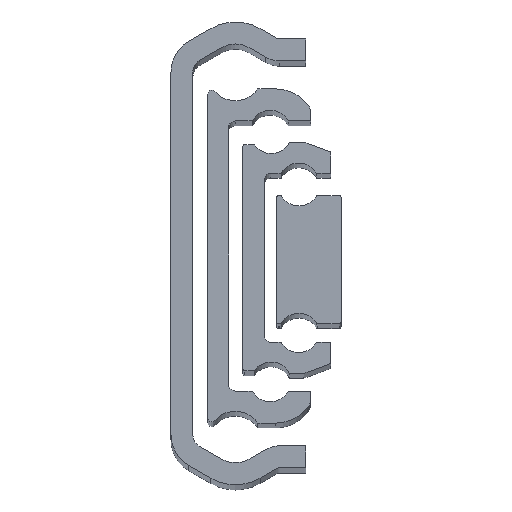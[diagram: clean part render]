
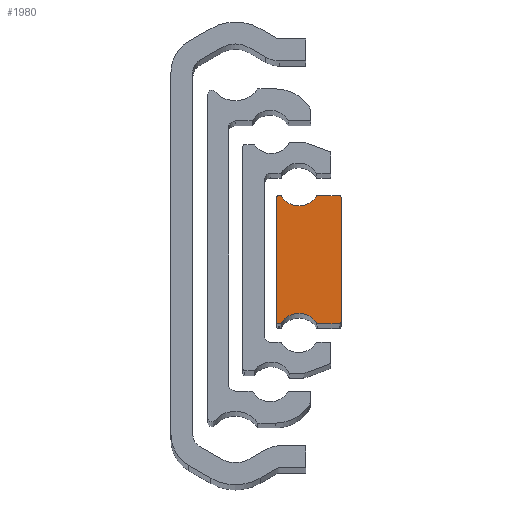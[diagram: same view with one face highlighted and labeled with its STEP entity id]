
A CAD part, top view. The second image highlights one B-rep face of the part: STEP entity #1980.
In plain terms, the highlighted planar face has unit normal (0, 0, 1).
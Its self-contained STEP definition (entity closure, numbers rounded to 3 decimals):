
#463 = CARTESIAN_POINT ( 'NONE',  ( 16.067, 9.361, 401.5 ) ) ;
#468 = CARTESIAN_POINT ( 'NONE',  ( 10.25, -9.3, 401.5 ) ) ;
#492 = VERTEX_POINT ( 'NONE', #569 ) ;
#495 = VERTEX_POINT ( 'NONE', #565 ) ;
#509 = VERTEX_POINT ( 'NONE', #702 ) ;
#510 = VERTEX_POINT ( 'NONE', #665 ) ;
#512 = VERTEX_POINT ( 'NONE', #663 ) ;
#565 = CARTESIAN_POINT ( 'NONE',  ( 10.68, -9.5, 401.5 ) ) ;
#569 = CARTESIAN_POINT ( 'NONE',  ( 10.45, 9.5, 401.5 ) ) ;
#579 = VERTEX_POINT ( 'NONE', #664 ) ;
#600 = CARTESIAN_POINT ( 'NONE',  ( 19.45, -9.5, 401.5 ) ) ;
#626 = VERTEX_POINT ( 'NONE', #660 ) ;
#631 = CARTESIAN_POINT ( 'NONE',  ( 16.067, -9.361, 401.5 ) ) ;
#632 = CARTESIAN_POINT ( 'NONE',  ( 10.45, -9.5, 401.5 ) ) ;
#647 = VERTEX_POINT ( 'NONE', #600 ) ;
#660 = CARTESIAN_POINT ( 'NONE',  ( 16.32, -9.5, 401.5 ) ) ;
#663 = CARTESIAN_POINT ( 'NONE',  ( 16.32, 9.5, 401.5 ) ) ;
#664 = CARTESIAN_POINT ( 'NONE',  ( 10.68, 9.5, 401.5 ) ) ;
#665 = CARTESIAN_POINT ( 'NONE',  ( 10.933, -9.361, 401.5 ) ) ;
#673 = VERTEX_POINT ( 'NONE', #696 ) ;
#677 = VERTEX_POINT ( 'NONE', #718 ) ;
#696 = CARTESIAN_POINT ( 'NONE',  ( 19.75, -9.2, 401.5 ) ) ;
#702 = CARTESIAN_POINT ( 'NONE',  ( 10.933, 9.361, 401.5 ) ) ;
#718 = CARTESIAN_POINT ( 'NONE',  ( 19.45, 9.5, 401.5 ) ) ;
#720 = VERTEX_POINT ( 'NONE', #750 ) ;
#730 = VERTEX_POINT ( 'NONE', #791 ) ;
#750 = CARTESIAN_POINT ( 'NONE',  ( 19.75, 9.2, 401.5 ) ) ;
#791 = CARTESIAN_POINT ( 'NONE',  ( 10.25, 9.3, 401.5 ) ) ;
#817 = VERTEX_POINT ( 'NONE', #631 ) ;
#818 = VERTEX_POINT ( 'NONE', #632 ) ;
#830 = VERTEX_POINT ( 'NONE', #468 ) ;
#843 = VERTEX_POINT ( 'NONE', #463 ) ;
#863 = ORIENTED_EDGE ( 'NONE', *, *, #1224, .T. ) ;
#879 = EDGE_LOOP ( 'NONE', ( #863, #915, #899, #913, #945, #909, #947, #936, #937, #1092, #1060, #1062, #935, #1079, #1080, #1013 ) ) ;
#899 = ORIENTED_EDGE ( 'NONE', *, *, #1223, .T. ) ;
#909 = ORIENTED_EDGE ( 'NONE', *, *, #1586, .T. ) ;
#913 = ORIENTED_EDGE ( 'NONE', *, *, #1597, .T. ) ;
#915 = ORIENTED_EDGE ( 'NONE', *, *, #1211, .T. ) ;
#935 = ORIENTED_EDGE ( 'NONE', *, *, #1587, .T. ) ;
#936 = ORIENTED_EDGE ( 'NONE', *, *, #1207, .T. ) ;
#937 = ORIENTED_EDGE ( 'NONE', *, *, #1588, .T. ) ;
#945 = ORIENTED_EDGE ( 'NONE', *, *, #1584, .T. ) ;
#947 = ORIENTED_EDGE ( 'NONE', *, *, #1585, .T. ) ;
#1013 = ORIENTED_EDGE ( 'NONE', *, *, #1196, .T. ) ;
#1060 = ORIENTED_EDGE ( 'NONE', *, *, #1607, .T. ) ;
#1062 = ORIENTED_EDGE ( 'NONE', *, *, #1608, .T. ) ;
#1079 = ORIENTED_EDGE ( 'NONE', *, *, #1589, .T. ) ;
#1080 = ORIENTED_EDGE ( 'NONE', *, *, #1614, .T. ) ;
#1092 = ORIENTED_EDGE ( 'NONE', *, *, #1598, .T. ) ;
#1196 = EDGE_CURVE ( 'NONE', #673, #720, #2427, .T. ) ;
#1207 = EDGE_CURVE ( 'NONE', #730, #830, #2455, .T. ) ;
#1211 = EDGE_CURVE ( 'NONE', #677, #512, #2452, .T. ) ;
#1223 = EDGE_CURVE ( 'NONE', #512, #843, #2487, .T. ) ;
#1224 = EDGE_CURVE ( 'NONE', #720, #677, #2489, .T. ) ;
#1272 = AXIS2_PLACEMENT_3D ( 'NONE', #2139, #2140, #2142 ) ;
#1275 = AXIS2_PLACEMENT_3D ( 'NONE', #2138, #2219, #2221 ) ;
#1318 = AXIS2_PLACEMENT_3D ( 'NONE', #2941, #2966, #2967 ) ;
#1320 = AXIS2_PLACEMENT_3D ( 'NONE', #2946, #2969, #2970 ) ;
#1321 = AXIS2_PLACEMENT_3D ( 'NONE', #2968, #2977, #2978 ) ;
#1322 = AXIS2_PLACEMENT_3D ( 'NONE', #2965, #2974, #2975 ) ;
#1326 = AXIS2_PLACEMENT_3D ( 'NONE', #2997, #2998, #2999 ) ;
#1329 = AXIS2_PLACEMENT_3D ( 'NONE', #3021, #3023, #3024 ) ;
#1331 = AXIS2_PLACEMENT_3D ( 'NONE', #3018, #3025, #3026 ) ;
#1334 = AXIS2_PLACEMENT_3D ( 'NONE', #3034, #3041, #3042 ) ;
#1378 = AXIS2_PLACEMENT_3D ( 'NONE', #3250, #3253, #3254 ) ;
#1584 = EDGE_CURVE ( 'NONE', #509, #579, #2724, .T. ) ;
#1585 = EDGE_CURVE ( 'NONE', #492, #730, #2726, .T. ) ;
#1586 = EDGE_CURVE ( 'NONE', #579, #492, #2706, .T. ) ;
#1587 = EDGE_CURVE ( 'NONE', #817, #626, #2728, .T. ) ;
#1588 = EDGE_CURVE ( 'NONE', #830, #818, #2730, .T. ) ;
#1589 = EDGE_CURVE ( 'NONE', #626, #647, #2707, .T. ) ;
#1597 = EDGE_CURVE ( 'NONE', #843, #509, #2744, .T. ) ;
#1598 = EDGE_CURVE ( 'NONE', #818, #495, #2741, .T. ) ;
#1607 = EDGE_CURVE ( 'NONE', #495, #510, #2759, .T. ) ;
#1608 = EDGE_CURVE ( 'NONE', #510, #817, #2761, .T. ) ;
#1614 = EDGE_CURVE ( 'NONE', #647, #673, #2770, .T. ) ;
#1980 = ADVANCED_FACE ( 'NONE', ( #3484 ), #3251, .T. ) ;
#2138 = CARTESIAN_POINT ( 'NONE',  ( 19.45, 9.2, 401.5 ) ) ;
#2139 = CARTESIAN_POINT ( 'NONE',  ( 16.32, 9.2, 401.5 ) ) ;
#2140 = DIRECTION ( 'NONE',  ( 0., 0., 1. ) ) ;
#2142 = DIRECTION ( 'NONE',  ( 1., 0., 0. ) ) ;
#2161 = CARTESIAN_POINT ( 'NONE',  ( 19.75, -9.2, 401.5 ) ) ;
#2167 = DIRECTION ( 'NONE',  ( 0., 1., 0. ) ) ;
#2194 = DIRECTION ( 'NONE',  ( 0., -1., 0. ) ) ;
#2195 = CARTESIAN_POINT ( 'NONE',  ( 10.25, 9.3, 401.5 ) ) ;
#2200 = DIRECTION ( 'NONE',  ( -1., 0., 0. ) ) ;
#2203 = CARTESIAN_POINT ( 'NONE',  ( 19.45, 9.5, 401.5 ) ) ;
#2219 = DIRECTION ( 'NONE',  ( 0., 0., 1. ) ) ;
#2221 = DIRECTION ( 'NONE',  ( 1., 0., 0. ) ) ;
#2427 = LINE ( 'NONE', #2161, #2448 ) ;
#2448 = VECTOR ( 'NONE', #2167, 1000. ) ;
#2452 = LINE ( 'NONE', #2203, #2468 ) ;
#2455 = LINE ( 'NONE', #2195, #2462 ) ;
#2462 = VECTOR ( 'NONE', #2194, 1000. ) ;
#2468 = VECTOR ( 'NONE', #2200, 1000. ) ;
#2487 = CIRCLE ( 'NONE', #1272, 0.3 ) ;
#2489 = CIRCLE ( 'NONE', #1275, 0.3 ) ;
#2706 = LINE ( 'NONE', #2971, #2723 ) ;
#2707 = LINE ( 'NONE', #2979, #2727 ) ;
#2723 = VECTOR ( 'NONE', #2972, 1000. ) ;
#2724 = CIRCLE ( 'NONE', #1318, 0.3 ) ;
#2725 = VECTOR ( 'NONE', #3001, 1000. ) ;
#2726 = CIRCLE ( 'NONE', #1320, 0.2 ) ;
#2727 = VECTOR ( 'NONE', #2980, 1000. ) ;
#2728 = CIRCLE ( 'NONE', #1322, 0.3 ) ;
#2730 = CIRCLE ( 'NONE', #1321, 0.2 ) ;
#2741 = LINE ( 'NONE', #3000, #2725 ) ;
#2744 = CIRCLE ( 'NONE', #1326, 3.04 ) ;
#2759 = CIRCLE ( 'NONE', #1329, 0.3 ) ;
#2761 = CIRCLE ( 'NONE', #1331, 3.04 ) ;
#2770 = CIRCLE ( 'NONE', #1334, 0.3 ) ;
#2941 = CARTESIAN_POINT ( 'NONE',  ( 10.68, 9.2, 401.5 ) ) ;
#2946 = CARTESIAN_POINT ( 'NONE',  ( 10.45, 9.3, 401.5 ) ) ;
#2965 = CARTESIAN_POINT ( 'NONE',  ( 16.32, -9.2, 401.5 ) ) ;
#2966 = DIRECTION ( 'NONE',  ( 0., 0., 1. ) ) ;
#2967 = DIRECTION ( 'NONE',  ( 1., 0., 0. ) ) ;
#2968 = CARTESIAN_POINT ( 'NONE',  ( 10.45, -9.3, 401.5 ) ) ;
#2969 = DIRECTION ( 'NONE',  ( 0., 0., 1. ) ) ;
#2970 = DIRECTION ( 'NONE',  ( 1., 0., 0. ) ) ;
#2971 = CARTESIAN_POINT ( 'NONE',  ( 10.68, 9.5, 401.5 ) ) ;
#2972 = DIRECTION ( 'NONE',  ( -1., 0., 0. ) ) ;
#2974 = DIRECTION ( 'NONE',  ( 0., 0., 1. ) ) ;
#2975 = DIRECTION ( 'NONE',  ( 1., 0., 0. ) ) ;
#2977 = DIRECTION ( 'NONE',  ( 0., 0., 1. ) ) ;
#2978 = DIRECTION ( 'NONE',  ( 1., 0., 0. ) ) ;
#2979 = CARTESIAN_POINT ( 'NONE',  ( 16.32, -9.5, 401.5 ) ) ;
#2980 = DIRECTION ( 'NONE',  ( 1., 0., 0. ) ) ;
#2997 = CARTESIAN_POINT ( 'NONE',  ( 13.5, 10.99, 401.5 ) ) ;
#2998 = DIRECTION ( 'NONE',  ( 0., 0., -1. ) ) ;
#2999 = DIRECTION ( 'NONE',  ( 1., 0., 0. ) ) ;
#3000 = CARTESIAN_POINT ( 'NONE',  ( 10.45, -9.5, 401.5 ) ) ;
#3001 = DIRECTION ( 'NONE',  ( 1., 0., 0. ) ) ;
#3018 = CARTESIAN_POINT ( 'NONE',  ( 13.5, -10.99, 401.5 ) ) ;
#3021 = CARTESIAN_POINT ( 'NONE',  ( 10.68, -9.2, 401.5 ) ) ;
#3023 = DIRECTION ( 'NONE',  ( 0., 0., 1. ) ) ;
#3024 = DIRECTION ( 'NONE',  ( 1., 0., 0. ) ) ;
#3025 = DIRECTION ( 'NONE',  ( 0., 0., -1. ) ) ;
#3026 = DIRECTION ( 'NONE',  ( 1., 0., 0. ) ) ;
#3034 = CARTESIAN_POINT ( 'NONE',  ( 19.45, -9.2, 401.5 ) ) ;
#3041 = DIRECTION ( 'NONE',  ( 0., 0., 1. ) ) ;
#3042 = DIRECTION ( 'NONE',  ( 1., 0., 0. ) ) ;
#3250 = CARTESIAN_POINT ( 'NONE',  ( 19.45, 9.2, 401.5 ) ) ;
#3251 = PLANE ( 'NONE',  #1378 ) ;
#3253 = DIRECTION ( 'NONE',  ( 0., 0., 1. ) ) ;
#3254 = DIRECTION ( 'NONE',  ( 1., 0., 0. ) ) ;
#3484 = FACE_OUTER_BOUND ( 'NONE', #879, .T. ) ;
